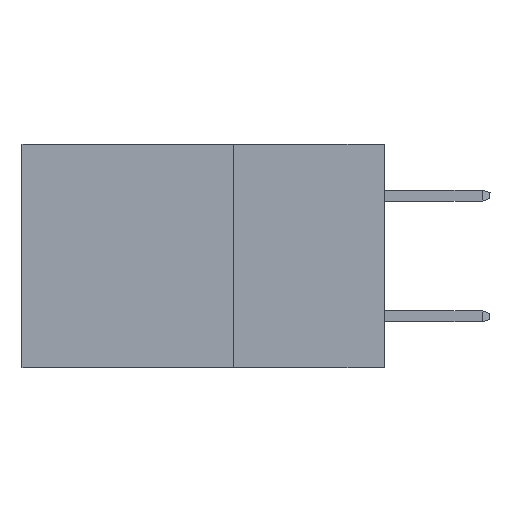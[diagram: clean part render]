
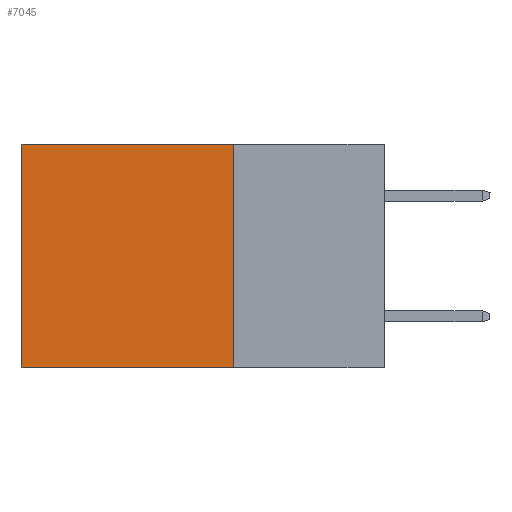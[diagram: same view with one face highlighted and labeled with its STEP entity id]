
A CAD part, left-side view. The second image highlights one B-rep face of the part: STEP entity #7045.
In plain terms, the highlighted planar face has unit normal (-1, 0, 0).
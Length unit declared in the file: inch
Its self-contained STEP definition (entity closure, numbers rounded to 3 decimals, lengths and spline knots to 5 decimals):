
#66 = ORIENTED_EDGE ( 'NONE', *, *, #3023, .F. ) ;
#206 = EDGE_CURVE ( 'NONE', #3399, #8307, #7000, .T. ) ;
#311 = AXIS2_PLACEMENT_3D ( 'NONE', #1777, #1030, #1804 ) ;
#421 = EDGE_CURVE ( 'NONE', #3076, #3399, #6529, .T. ) ;
#673 = DIRECTION ( 'NONE',  ( 0., 1., 0. ) ) ;
#1030 = DIRECTION ( 'NONE',  ( 1., 0., 0. ) ) ;
#1246 = VECTOR ( 'NONE', #9502, 39.37008 ) ;
#1273 = EDGE_CURVE ( 'NONE', #4418, #8307, #3079, .T. ) ;
#1777 = CARTESIAN_POINT ( 'NONE',  ( 0.298, 0.25, 0. ) ) ;
#1804 = DIRECTION ( 'NONE',  ( 0., 0., -1. ) ) ;
#2483 = CARTESIAN_POINT ( 'NONE',  ( 0.298, 0.25, -0.37 ) ) ;
#2732 = CARTESIAN_POINT ( 'NONE',  ( 0.298, 0.25, 0. ) ) ;
#2800 = ORIENTED_EDGE ( 'NONE', *, *, #206, .T. ) ;
#3023 = EDGE_CURVE ( 'NONE', #3076, #4418, #4366, .T. ) ;
#3076 = VERTEX_POINT ( 'NONE', #2732 ) ;
#3079 = LINE ( 'NONE', #2483, #1246 ) ;
#3325 = CARTESIAN_POINT ( 'NONE',  ( 0.298, 0.6, 0. ) ) ;
#3399 = VERTEX_POINT ( 'NONE', #3800 ) ;
#3584 = CARTESIAN_POINT ( 'NONE',  ( 0.298, 0.25, 0. ) ) ;
#3800 = CARTESIAN_POINT ( 'NONE',  ( 0.298, 0.6, 0. ) ) ;
#3997 = FACE_OUTER_BOUND ( 'NONE', #8597, .T. ) ;
#4366 = LINE ( 'NONE', #3584, #7320 ) ;
#4418 = VERTEX_POINT ( 'NONE', #5268 ) ;
#4420 = VECTOR ( 'NONE', #673, 39.37008 ) ;
#5268 = CARTESIAN_POINT ( 'NONE',  ( 0.298, 0.25, -0.37 ) ) ;
#5318 = CARTESIAN_POINT ( 'NONE',  ( 0.298, 0.25, 0. ) ) ;
#5788 = PLANE ( 'NONE',  #311 ) ;
#6302 = ORIENTED_EDGE ( 'NONE', *, *, #421, .T. ) ;
#6529 = LINE ( 'NONE', #5318, #4420 ) ;
#6539 = DIRECTION ( 'NONE',  ( 0., 0., -1. ) ) ;
#7000 = LINE ( 'NONE', #3325, #9782 ) ;
#7045 = ADVANCED_FACE ( 'NONE', ( #3997 ), #5788, .F. ) ;
#7320 = VECTOR ( 'NONE', #8953, 39.37008 ) ;
#8307 = VERTEX_POINT ( 'NONE', #9960 ) ;
#8597 = EDGE_LOOP ( 'NONE', ( #2800, #9149, #66, #6302 ) ) ;
#8953 = DIRECTION ( 'NONE',  ( 0., 0., -1. ) ) ;
#9149 = ORIENTED_EDGE ( 'NONE', *, *, #1273, .F. ) ;
#9502 = DIRECTION ( 'NONE',  ( 0., 1., 0. ) ) ;
#9782 = VECTOR ( 'NONE', #6539, 39.37008 ) ;
#9960 = CARTESIAN_POINT ( 'NONE',  ( 0.298, 0.6, -0.37 ) ) ;
